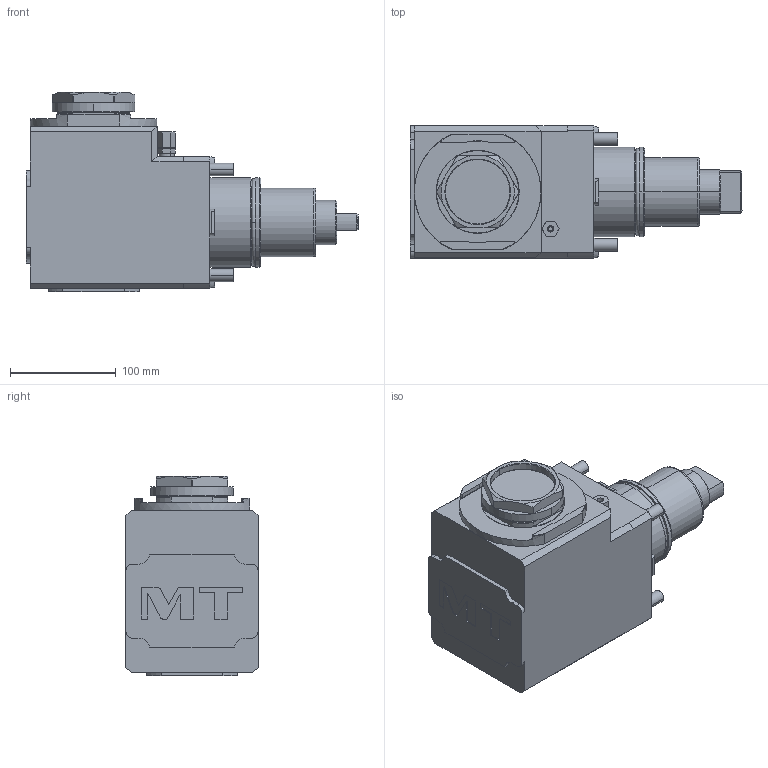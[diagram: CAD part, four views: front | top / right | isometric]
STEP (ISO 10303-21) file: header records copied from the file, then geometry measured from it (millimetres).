
FILE_DESCRIPTION((''),'2;1');
FILE_NAME('DWO1200163_CONF','2023-05-25T11:06:52',('gvalli'),('M.T. srl'),'CREO PARAMETRIC BY PTC INC, 2021072','CREO PARAMETRIC BY PTC INC, 2021072','');
FILE_SCHEMA(('CONFIG_CONTROL_DESIGN'));
Length unit declared in the file: millimetre
Products named in the file (1): DWO1200163_CONF
Bounding box: 314 x 125 x 188.5 mm (x, y, z)
Volume: 3801455.9 mm3; surface area: 186463 mm2
Topology: 2 solids, 2 shells, 280 faces, 701 edges, 450 vertices
Faces by surface type: plane 152, cylinder 82, cone 32, torus 12, extrusion 2
Entity records: 8659 total; most frequent: CARTESIAN_POINT 1831, DIRECTION 1433, ORIENTED_EDGE 1402, EDGE_CURVE 701, AXIS2_PLACEMENT_3D 516, VERTEX_POINT 450, VECTOR 401, LINE 399
